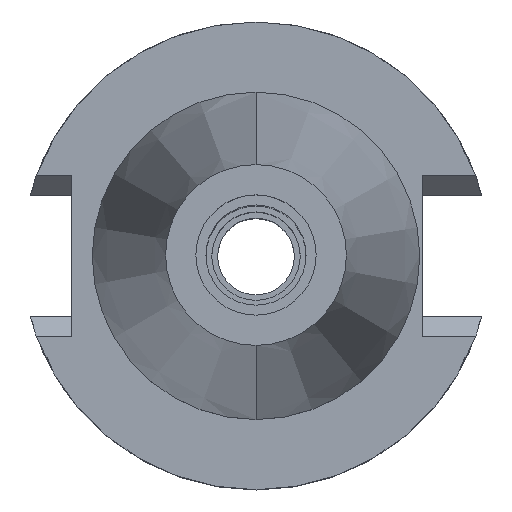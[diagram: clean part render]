
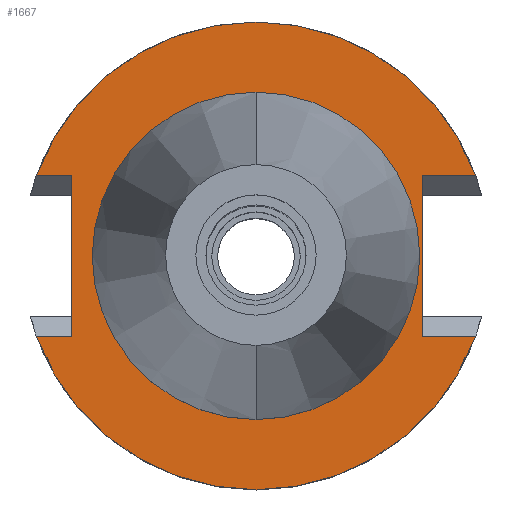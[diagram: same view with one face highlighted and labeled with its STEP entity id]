
A CAD part, top view. The second image highlights one B-rep face of the part: STEP entity #1667.
In plain terms, the highlighted planar face has unit normal (0, 0, 1).
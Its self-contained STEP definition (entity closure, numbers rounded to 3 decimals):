
#94=DIRECTION('',(0.,-1.,0.));
#95=VECTOR('',#94,21.78);
#96=CARTESIAN_POINT('',(22.57,10.89,-1.));
#97=LINE('',#96,#95);
#101=DIRECTION('',(1.,0.,0.));
#102=VECTOR('',#101,7.254);
#103=CARTESIAN_POINT('',(22.57,-10.89,-1.));
#104=LINE('',#103,#102);
#108=CARTESIAN_POINT('',(0.,0.,-1.));
#109=DIRECTION('',(0.,0.,-1.));
#110=DIRECTION('',(0.939,-0.343,0.));
#111=AXIS2_PLACEMENT_3D('',#108,#109,#110);
#116=CARTESIAN_POINT('',(0.,0.,-1.));
#117=DIRECTION('',(0.,0.,-1.));
#118=DIRECTION('',(0.,-1.,0.));
#119=AXIS2_PLACEMENT_3D('',#116,#117,#118);
#124=DIRECTION('',(-1.,0.,0.));
#125=VECTOR('',#124,4.844);
#126=CARTESIAN_POINT('',(-24.98,10.89,-1.));
#127=LINE('',#126,#125);
#131=CARTESIAN_POINT('',(0.,0.,-1.));
#132=DIRECTION('',(0.,0.,-1.));
#133=DIRECTION('',(-0.939,0.343,0.));
#134=AXIS2_PLACEMENT_3D('',#131,#132,#133);
#139=CARTESIAN_POINT('',(0.,0.,-1.));
#140=DIRECTION('',(0.,0.,-1.));
#141=DIRECTION('',(0.,1.,0.));
#142=AXIS2_PLACEMENT_3D('',#139,#140,#141);
#147=CARTESIAN_POINT('',(0.,0.,-1.));
#148=DIRECTION('',(0.,0.,1.));
#149=DIRECTION('',(0.,-1.,0.));
#150=AXIS2_PLACEMENT_3D('',#147,#148,#149);
#155=CARTESIAN_POINT('',(0.,0.,-1.));
#156=DIRECTION('',(0.,0.,1.));
#157=DIRECTION('',(0.,1.,0.));
#158=AXIS2_PLACEMENT_3D('',#155,#156,#157);
#291=DIRECTION('',(1.,0.,0.));
#292=VECTOR('',#291,7.254);
#293=CARTESIAN_POINT('',(22.57,10.89,-1.));
#294=LINE('',#293,#292);
#308=CARTESIAN_POINT('',(29.824,10.89,-1.));
#335=DIRECTION('',(0.,-1.,0.));
#336=VECTOR('',#335,21.78);
#337=CARTESIAN_POINT('',(-24.98,10.89,-1.));
#338=LINE('',#337,#336);
#561=DIRECTION('',(-1.,0.,0.));
#562=VECTOR('',#561,4.844);
#563=CARTESIAN_POINT('',(-24.98,-10.89,-1.));
#564=LINE('',#563,#562);
#575=CARTESIAN_POINT('',(29.824,-10.89,-1.));
#600=CARTESIAN_POINT('',(-29.824,-10.89,-1.));
#1450=CARTESIAN_POINT('',(22.57,-10.89,-1.));
#1451=VERTEX_POINT('',#1450);
#1452=CARTESIAN_POINT('',(22.57,10.89,-1.));
#1453=VERTEX_POINT('',#1452);
#1493=CARTESIAN_POINT('',(-24.98,10.89,-1.));
#1494=VERTEX_POINT('',#1493);
#1495=CARTESIAN_POINT('',(-24.98,-10.89,-1.));
#1496=VERTEX_POINT('',#1495);
#1539=VERTEX_POINT('',#575);
#1540=VERTEX_POINT('',#600);
#1541=CARTESIAN_POINT('',(0.,-31.75,-1.));
#1542=VERTEX_POINT('',#1541);
#1545=VERTEX_POINT('',#308);
#1546=CARTESIAN_POINT('',(0.,31.75,-1.));
#1547=VERTEX_POINT('',#1546);
#1548=CARTESIAN_POINT('',(-29.824,10.89,-1.));
#1549=VERTEX_POINT('',#1548);
#1550=CARTESIAN_POINT('',(0.,-22.225,-1.));
#1551=CARTESIAN_POINT('',(0.,22.225,-1.));
#1552=VERTEX_POINT('',#1550);
#1553=VERTEX_POINT('',#1551);
#1636=CARTESIAN_POINT('',(0.,0.,-1.));
#1637=DIRECTION('',(0.,0.,-1.));
#1638=DIRECTION('',(0.,-1.,0.));
#1639=AXIS2_PLACEMENT_3D('',#1636,#1637,#1638);
#1640=PLANE('',#1639);
#1642=ORIENTED_EDGE('',*,*,#1641,.T.);
#1644=ORIENTED_EDGE('',*,*,#1643,.T.);
#1646=ORIENTED_EDGE('',*,*,#1645,.T.);
#1648=ORIENTED_EDGE('',*,*,#1647,.T.);
#1650=ORIENTED_EDGE('',*,*,#1649,.F.);
#1652=ORIENTED_EDGE('',*,*,#1651,.F.);
#1654=ORIENTED_EDGE('',*,*,#1653,.T.);
#1656=ORIENTED_EDGE('',*,*,#1655,.T.);
#1658=ORIENTED_EDGE('',*,*,#1657,.T.);
#1660=ORIENTED_EDGE('',*,*,#1659,.F.);
#1661=EDGE_LOOP('',(#1642,#1644,#1646,#1648,#1650,#1652,#1654,#1656,#1658,
#1660));
#1662=FACE_OUTER_BOUND('',#1661,.F.);
#1663=ORIENTED_EDGE('',*,*,#1615,.T.);
#1664=ORIENTED_EDGE('',*,*,#1631,.T.);
#1665=EDGE_LOOP('',(#1663,#1664));
#1666=FACE_BOUND('',#1665,.F.);
#112=CIRCLE('',#111,31.75);
#120=CIRCLE('',#119,31.75);
#135=CIRCLE('',#134,31.75);
#143=CIRCLE('',#142,31.75);
#151=CIRCLE('',#150,22.225);
#159=CIRCLE('',#158,22.225);
#1615=EDGE_CURVE('',#1552,#1553,#151,.T.);
#1631=EDGE_CURVE('',#1553,#1552,#159,.T.);
#1641=EDGE_CURVE('',#1453,#1451,#97,.T.);
#1643=EDGE_CURVE('',#1451,#1539,#104,.T.);
#1645=EDGE_CURVE('',#1539,#1542,#112,.T.);
#1647=EDGE_CURVE('',#1542,#1540,#120,.T.);
#1649=EDGE_CURVE('',#1496,#1540,#564,.T.);
#1651=EDGE_CURVE('',#1494,#1496,#338,.T.);
#1653=EDGE_CURVE('',#1494,#1549,#127,.T.);
#1655=EDGE_CURVE('',#1549,#1547,#135,.T.);
#1657=EDGE_CURVE('',#1547,#1545,#143,.T.);
#1659=EDGE_CURVE('',#1453,#1545,#294,.T.);
#1667=ADVANCED_FACE('',(#1662,#1666),#1640,.F.);
